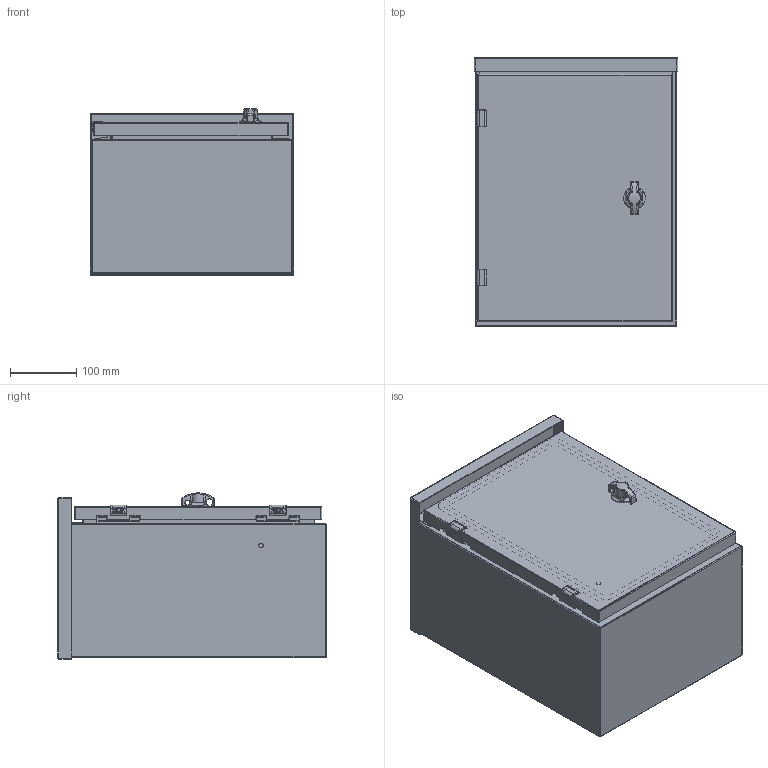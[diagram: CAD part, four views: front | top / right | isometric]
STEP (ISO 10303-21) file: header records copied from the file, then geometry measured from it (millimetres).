
FILE_DESCRIPTION (( 'STEP AP214' ), '1' );
FILE_NAME ('SCE-16R1208LP_REV2.STEP', '2023-08-09T09:35:48', ( '' ), ( '' ), 'SwSTEP 2.0', 'SolidWorks 2021', '' );
FILE_SCHEMA (( 'AUTOMOTIVE_DESIGN' ));
Length unit declared in the file: inch
Products named in the file (1): SCE-16R1208LP_REV2
Bounding box: 308.76 x 406.4 x 251.59 mm (x, y, z)
Volume: 1406854.2 mm3; surface area: 1556420.4 mm2
Topology: 23 solids, 23 shells, 1201 faces, 3151 edges, 2011 vertices
Faces by surface type: plane 549, cylinder 469, bspline 133, cone 26, torus 24
Full cylindrical faces by diameter (mm): 4.775 x2, 6.76 x4, 7.14 x4
Entity records: 54434 total; most frequent: CARTESIAN_POINT 24952, ORIENTED_EDGE 6234, DIRECTION 5898, EDGE_CURVE 3117, AXIS2_PLACEMENT_3D 2056, VERTEX_POINT 2011, VECTOR 1786, LINE 1786
